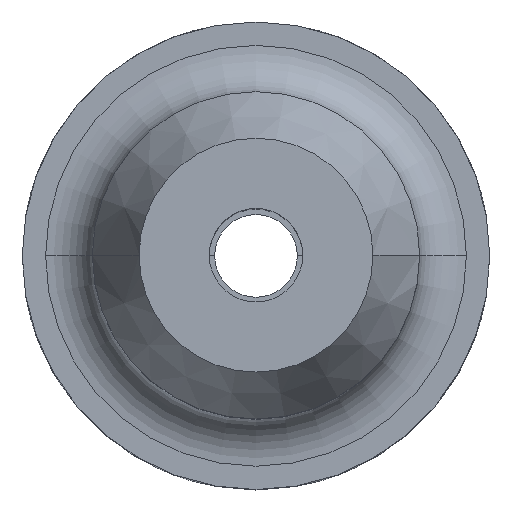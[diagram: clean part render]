
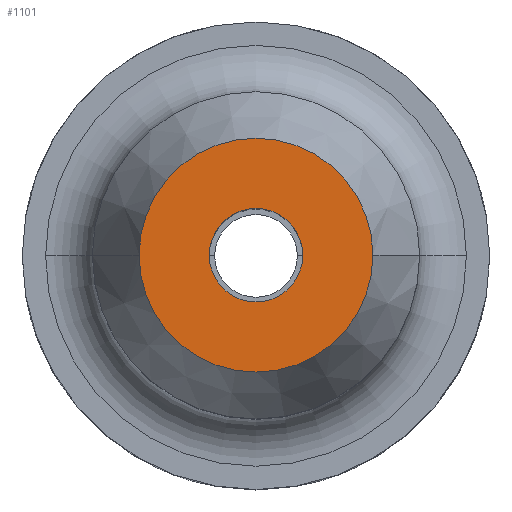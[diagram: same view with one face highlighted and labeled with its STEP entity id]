
A CAD part, top view. The second image highlights one B-rep face of the part: STEP entity #1101.
In plain terms, the highlighted planar face has unit normal (0, 0, 1).
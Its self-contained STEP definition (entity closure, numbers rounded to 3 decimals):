
#221 = AXIS2_PLACEMENT_3D ( 'NONE', #1461, #3913, #1813 ) ;
#342 = AXIS2_PLACEMENT_3D ( 'NONE', #2839, #755, #3186 ) ;
#410 = CARTESIAN_POINT ( 'NONE',  ( 0., 10., 50. ) ) ;
#479 = DIRECTION ( 'NONE',  ( -1., 0., 0. ) ) ;
#669 = EDGE_CURVE ( 'NONE', #3768, #2358, #3972, .T. ) ;
#755 = DIRECTION ( 'NONE',  ( 0., 0., -1. ) ) ;
#1101 = ADVANCED_FACE ( 'NONE', ( #2868, #2981 ), #2133, .T. ) ;
#1106 = DIRECTION ( 'NONE',  ( 0., 0., 1. ) ) ;
#1179 = ORIENTED_EDGE ( 'NONE', *, *, #2297, .T. ) ;
#1245 = AXIS2_PLACEMENT_3D ( 'NONE', #1928, #2897, #479 ) ;
#1248 = DIRECTION ( 'NONE',  ( 0., 0., -1. ) ) ;
#1461 = CARTESIAN_POINT ( 'NONE',  ( 0., 0., 50. ) ) ;
#1541 = ORIENTED_EDGE ( 'NONE', *, *, #669, .F. ) ;
#1813 = DIRECTION ( 'NONE',  ( -1., 0., 0. ) ) ;
#1928 = CARTESIAN_POINT ( 'NONE',  ( 0., 0., 50. ) ) ;
#2031 = VERTEX_POINT ( 'NONE', #4397 ) ;
#2133 = PLANE ( 'NONE',  #2951 ) ;
#2297 = EDGE_CURVE ( 'NONE', #2031, #3015, #3306, .T. ) ;
#2358 = VERTEX_POINT ( 'NONE', #3568 ) ;
#2402 = AXIS2_PLACEMENT_3D ( 'NONE', #3332, #1248, #3688 ) ;
#2437 = ORIENTED_EDGE ( 'NONE', *, *, #3198, .T. ) ;
#2525 = CARTESIAN_POINT ( 'NONE',  ( 4., 0., 50. ) ) ;
#2839 = CARTESIAN_POINT ( 'NONE',  ( 0., 0., 50. ) ) ;
#2868 = FACE_BOUND ( 'NONE', #3696, .T. ) ;
#2897 = DIRECTION ( 'NONE',  ( 0., 0., -1. ) ) ;
#2951 = AXIS2_PLACEMENT_3D ( 'NONE', #410, #1106, #3540 ) ;
#2981 = FACE_OUTER_BOUND ( 'NONE', #3967, .T. ) ;
#3015 = VERTEX_POINT ( 'NONE', #2525 ) ;
#3186 = DIRECTION ( 'NONE',  ( -1., 0., 0. ) ) ;
#3198 = EDGE_CURVE ( 'NONE', #3015, #2031, #3604, .T. ) ;
#3306 = CIRCLE ( 'NONE', #342, 4. ) ;
#3332 = CARTESIAN_POINT ( 'NONE',  ( 0., 0., 50. ) ) ;
#3430 = CARTESIAN_POINT ( 'NONE',  ( 10., 0., 50. ) ) ;
#3540 = DIRECTION ( 'NONE',  ( 1., 0., 0. ) ) ;
#3567 = EDGE_CURVE ( 'NONE', #2358, #3768, #3870, .T. ) ;
#3568 = CARTESIAN_POINT ( 'NONE',  ( -10., 0., 50. ) ) ;
#3604 = CIRCLE ( 'NONE', #2402, 4. ) ;
#3688 = DIRECTION ( 'NONE',  ( -1., 0., 0. ) ) ;
#3696 = EDGE_LOOP ( 'NONE', ( #1179, #2437 ) ) ;
#3768 = VERTEX_POINT ( 'NONE', #3430 ) ;
#3870 = CIRCLE ( 'NONE', #221, 10. ) ;
#3913 = DIRECTION ( 'NONE',  ( 0., 0., -1. ) ) ;
#3967 = EDGE_LOOP ( 'NONE', ( #4084, #1541 ) ) ;
#3972 = CIRCLE ( 'NONE', #1245, 10. ) ;
#4084 = ORIENTED_EDGE ( 'NONE', *, *, #3567, .F. ) ;
#4397 = CARTESIAN_POINT ( 'NONE',  ( -4., 0., 50. ) ) ;
